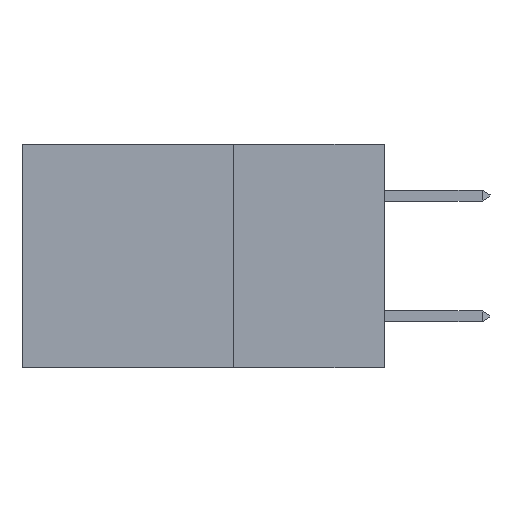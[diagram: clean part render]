
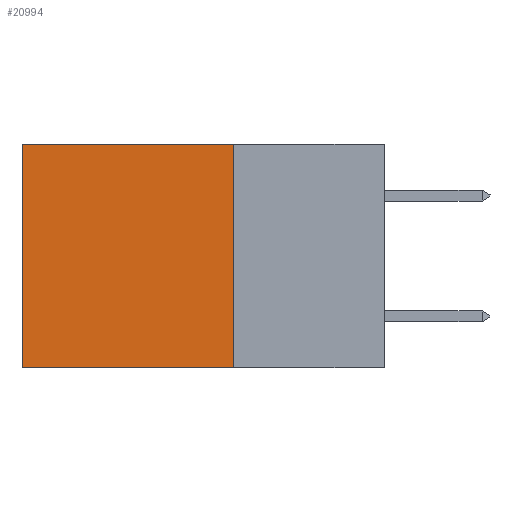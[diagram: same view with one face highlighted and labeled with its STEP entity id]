
A CAD part, left-side view. The second image highlights one B-rep face of the part: STEP entity #20994.
In plain terms, the highlighted planar face has unit normal (-1, 0, 0).
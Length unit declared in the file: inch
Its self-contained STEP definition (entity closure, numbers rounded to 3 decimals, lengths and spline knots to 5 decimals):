
#14 = FACE_OUTER_BOUND ( 'NONE', #13058, .T. ) ;
#1580 = VECTOR ( 'NONE', #11662, 39.37008 ) ;
#2382 = EDGE_CURVE ( 'NONE', #2982, #5668, #10023, .T. ) ;
#2982 = VERTEX_POINT ( 'NONE', #7421 ) ;
#4295 = VERTEX_POINT ( 'NONE', #17142 ) ;
#4422 = LINE ( 'NONE', #18038, #20648 ) ;
#5668 = VERTEX_POINT ( 'NONE', #24351 ) ;
#6121 = CARTESIAN_POINT ( 'NONE',  ( 0.2875, 0.6, -0.37 ) ) ;
#6267 = PLANE ( 'NONE',  #16399 ) ;
#7421 = CARTESIAN_POINT ( 'NONE',  ( 0.2875, 0.25, 0. ) ) ;
#7799 = CARTESIAN_POINT ( 'NONE',  ( 0.2875, 0.25, 0. ) ) ;
#8097 = EDGE_CURVE ( 'NONE', #4295, #26699, #4422, .T. ) ;
#9263 = DIRECTION ( 'NONE',  ( 1., 0., 0. ) ) ;
#10023 = LINE ( 'NONE', #7799, #29012 ) ;
#10135 = ORIENTED_EDGE ( 'NONE', *, *, #2382, .T. ) ;
#10301 = CARTESIAN_POINT ( 'NONE',  ( 0.2875, 0.6, 0. ) ) ;
#10435 = DIRECTION ( 'NONE',  ( 0., 1., 0. ) ) ;
#11662 = DIRECTION ( 'NONE',  ( 0., 0., -1. ) ) ;
#13058 = EDGE_LOOP ( 'NONE', ( #15830, #24770, #27300, #10135 ) ) ;
#14131 = LINE ( 'NONE', #27187, #1580 ) ;
#15744 = DIRECTION ( 'NONE',  ( 0., 0., -1. ) ) ;
#15802 = EDGE_CURVE ( 'NONE', #2982, #4295, #14131, .T. ) ;
#15830 = ORIENTED_EDGE ( 'NONE', *, *, #26328, .T. ) ;
#16399 = AXIS2_PLACEMENT_3D ( 'NONE', #24420, #9263, #16887 ) ;
#16887 = DIRECTION ( 'NONE',  ( 0., 0., -1. ) ) ;
#17142 = CARTESIAN_POINT ( 'NONE',  ( 0.2875, 0.25, -0.37 ) ) ;
#17415 = LINE ( 'NONE', #10301, #28440 ) ;
#18038 = CARTESIAN_POINT ( 'NONE',  ( 0.2875, 0.25, -0.37 ) ) ;
#20648 = VECTOR ( 'NONE', #31164, 39.37008 ) ;
#20994 = ADVANCED_FACE ( 'NONE', ( #14 ), #6267, .F. ) ;
#24351 = CARTESIAN_POINT ( 'NONE',  ( 0.2875, 0.6, 0. ) ) ;
#24420 = CARTESIAN_POINT ( 'NONE',  ( 0.2875, 0.25, 0. ) ) ;
#24770 = ORIENTED_EDGE ( 'NONE', *, *, #8097, .F. ) ;
#26328 = EDGE_CURVE ( 'NONE', #5668, #26699, #17415, .T. ) ;
#26699 = VERTEX_POINT ( 'NONE', #6121 ) ;
#27187 = CARTESIAN_POINT ( 'NONE',  ( 0.2875, 0.25, 0. ) ) ;
#27300 = ORIENTED_EDGE ( 'NONE', *, *, #15802, .F. ) ;
#28440 = VECTOR ( 'NONE', #15744, 39.37008 ) ;
#29012 = VECTOR ( 'NONE', #10435, 39.37008 ) ;
#31164 = DIRECTION ( 'NONE',  ( 0., 1., 0. ) ) ;
